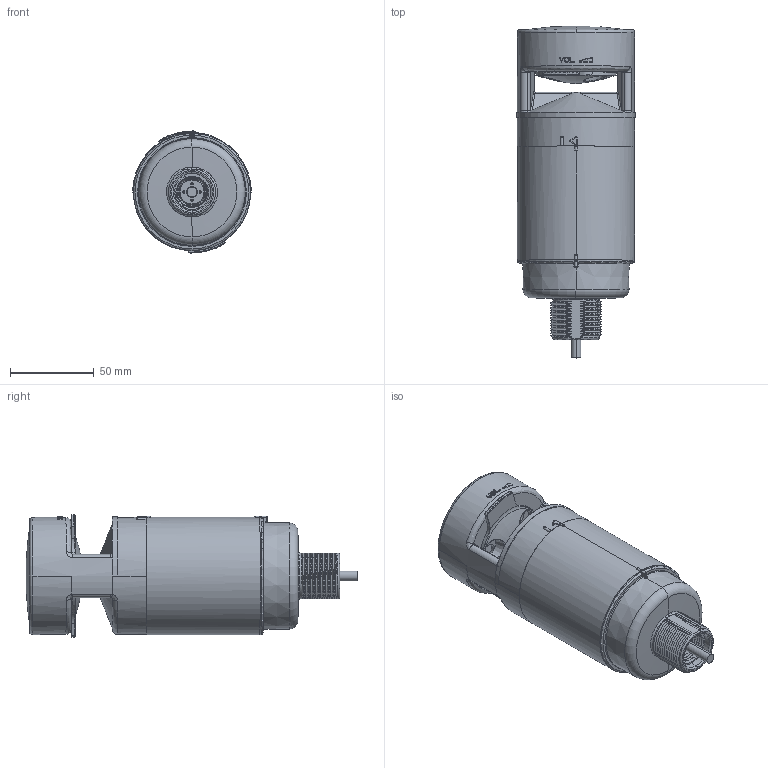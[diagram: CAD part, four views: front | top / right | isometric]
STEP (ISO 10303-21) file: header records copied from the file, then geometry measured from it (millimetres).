
FILE_DESCRIPTION((''),'2;1');
FILE_NAME('191438_ASM','2016-02-25T',('pdmadmin'),(''),'PRO/ENGINEER BY PARAMETRIC TECHNOLOGY CORPORATION, 2013230','PRO/ENGINEER BY PARAMETRIC TECHNOLOGY CORPORATION, 2013230','');
FILE_SCHEMA(('CONFIG_CONTROL_DESIGN'));
Length unit declared in the file: millimetre
Products named in the file (8): 180077; 190540; 180306; 180307; 180308; 62676; CABLE_592; 191438_ASM
Assembly tree (7 placements, depth 2):
  191438_ASM
    180077
    190540
    180306
    180307
    180308
    62676
    CABLE_592
Bounding box: 71 x 198.51 x 72.99 mm (x, y, z)
Volume: 172261.2 mm3; surface area: 120119.5 mm2
Topology: 7 solids, 8 shells, 1750 faces, 4359 edges, 2653 vertices
Faces by surface type: cylinder 499, bspline 496, plane 354, cone 151, torus 146, sphere 78, extrusion 22, revolution 4
Entity records: 99775 total; most frequent: CARTESIAN_POINT 62267, ORIENTED_EDGE 8698, DIRECTION 6623, EDGE_CURVE 4351, AXIS2_PLACEMENT_3D 2731, VERTEX_POINT 2653, EDGE_LOOP 1825, B_SPLINE_CURVE_WITH_KNOTS 1756
